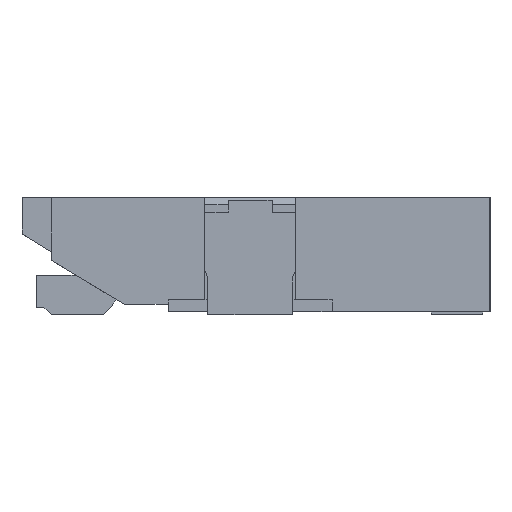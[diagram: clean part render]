
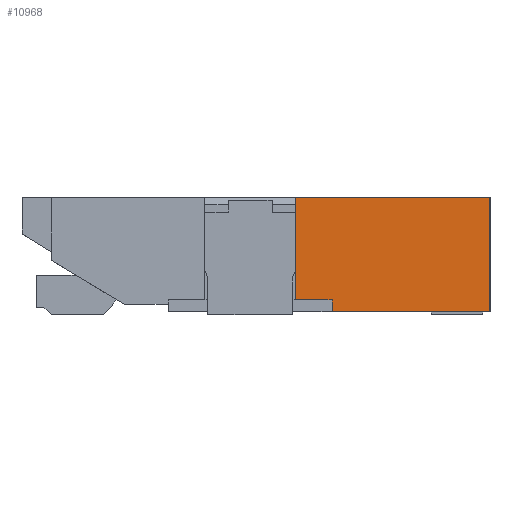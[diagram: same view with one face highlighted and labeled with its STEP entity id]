
A CAD part, left-side view. The second image highlights one B-rep face of the part: STEP entity #10968.
In plain terms, the highlighted planar face has unit normal (-1, 0, 0).
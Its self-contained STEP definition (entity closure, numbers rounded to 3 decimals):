
#9=DIRECTION('',(0.,-1.,0.));
#10=VECTOR('',#9,1.08);
#11=CARTESIAN_POINT('',(-1.75,1.08,-0.39));
#12=LINE('',#11,#10);
#1375=DIRECTION('',(0.,-1.,0.));
#1376=VECTOR('',#1375,1.33);
#1377=CARTESIAN_POINT('',(-1.75,1.33,0.39));
#1378=LINE('',#1377,#1376);
#3815=DIRECTION('',(0.,0.,1.));
#3816=VECTOR('',#3815,0.7);
#3817=CARTESIAN_POINT('',(-1.75,1.33,-0.31));
#3818=LINE('',#3817,#3816);
#3819=DIRECTION('',(0.,0.,1.));
#3820=VECTOR('',#3819,0.08);
#3821=CARTESIAN_POINT('',(-1.75,1.08,-0.39));
#3822=LINE('',#3821,#3820);
#3823=DIRECTION('',(0.,-1.,0.));
#3824=VECTOR('',#3823,0.25);
#3825=CARTESIAN_POINT('',(-1.75,1.33,-0.31));
#3826=LINE('',#3825,#3824);
#4163=DIRECTION('',(0.,0.,1.));
#4164=VECTOR('',#4163,0.78);
#4165=CARTESIAN_POINT('',(-1.75,0.,-0.39));
#4166=LINE('',#4165,#4164);
#4611=CARTESIAN_POINT('',(-1.75,0.,-0.39));
#4613=VERTEX_POINT('',#4611);
#4627=CARTESIAN_POINT('',(-1.75,0.,0.39));
#4628=VERTEX_POINT('',#4627);
#4659=CARTESIAN_POINT('',(-1.75,1.08,-0.39));
#4660=VERTEX_POINT('',#4659);
#4671=CARTESIAN_POINT('',(-1.75,1.08,-0.31));
#4672=VERTEX_POINT('',#4671);
#4683=CARTESIAN_POINT('',(-1.75,1.33,-0.31));
#4684=CARTESIAN_POINT('',(-1.75,1.33,0.39));
#4685=VERTEX_POINT('',#4683);
#4686=VERTEX_POINT('',#4684);
#10952=CARTESIAN_POINT('',(-1.75,3.,-0.39));
#10953=DIRECTION('',(-1.,0.,0.));
#10954=DIRECTION('',(0.,-1.,0.));
#10955=AXIS2_PLACEMENT_3D('',#10952,#10953,#10954);
#10956=PLANE('',#10955);
#10958=ORIENTED_EDGE('',*,*,#10957,.T.);
#10959=ORIENTED_EDGE('',*,*,#7654,.T.);
#10961=ORIENTED_EDGE('',*,*,#10960,.F.);
#10962=ORIENTED_EDGE('',*,*,#6132,.F.);
#10964=ORIENTED_EDGE('',*,*,#10963,.T.);
#10965=ORIENTED_EDGE('',*,*,#7324,.F.);
#10966=EDGE_LOOP('',(#10958,#10959,#10961,#10962,#10964,#10965));
#10967=FACE_OUTER_BOUND('',#10966,.F.);
#10968=ADVANCED_FACE('',(#10967),#10956,.T.);
#6132=EDGE_CURVE('',#4660,#4613,#12,.T.);
#7324=EDGE_CURVE('',#4685,#4672,#3826,.T.);
#7654=EDGE_CURVE('',#4686,#4628,#1378,.T.);
#10957=EDGE_CURVE('',#4685,#4686,#3818,.T.);
#10960=EDGE_CURVE('',#4613,#4628,#4166,.T.);
#10963=EDGE_CURVE('',#4660,#4672,#3822,.T.);
